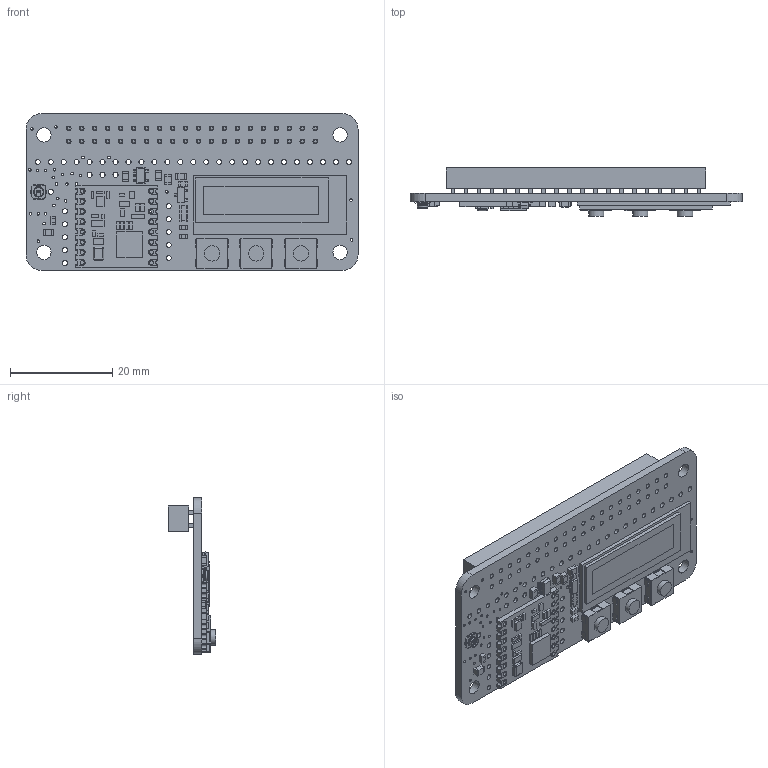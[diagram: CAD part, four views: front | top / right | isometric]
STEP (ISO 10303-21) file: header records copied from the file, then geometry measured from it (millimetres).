
FILE_DESCRIPTION(/* description */ (''),/* implementation_level */ '2;1');
FILE_NAME(/* name */ 'Radio Bonnet.step',/* time_stamp */ '2019-01-19T15:50:54-05:00',/* author */ ('Adafruit'),/* organization */ (''),/* preprocessor_version */ 'ST-DEVELOPER v17.2',/* originating_system */ 'Autodesk Translation Framework v7.6.0.251',/* authorisation */ '');
FILE_SCHEMA (('AUTOMOTIVE_DESIGN { 1 0 10303 214 3 1 1 }'));
Length unit declared in the file: millimetre
Products named in the file (13): Radio Bonnet rev B; PCB Component; Board; 10uF; RFM69/9x; AP2112K-3.3; 390K; OLED 128x32; APX803; 6mm; 10K; uFL/SMA; 2x20-female-short-header
Assembly tree (21 placements, depth 3):
  Radio Bonnet rev B
    PCB Component
      Board
      10uF  x5
      RFM69/9x
      AP2112K-3.3
      390K  x4
      OLED 128x32
      APX803
      6mm  x3
      10K
      uFL/SMA
      2x20-female-short-header
Bounding box: 65 x 9.37 x 30.66 mm (x, y, z)
Volume: 4942.6 mm3; surface area: 9154.7 mm2
Topology: 83 solids, 83 shells, 1858 faces, 4476 edges, 2861 vertices
Faces by surface type: plane 1562, cylinder 285, sphere 4, torus 4, cone 3
Full cylindrical faces by diameter (mm): 0.45 x1, 0.5 x68, 0.8 x16, 0.9 x40, 1 x39, 1.8 x1, 1.95 x1, 2 x2, 2.8 x4, 3 x3
Entity records: 48746 total; most frequent: CARTESIAN_POINT 8051, DIRECTION 7819, ORIENTED_EDGE 7812, EDGE_CURVE 3906, LINE 3321, VECTOR 3321, VERTEX_POINT 2481, AXIS2_PLACEMENT_3D 2249
